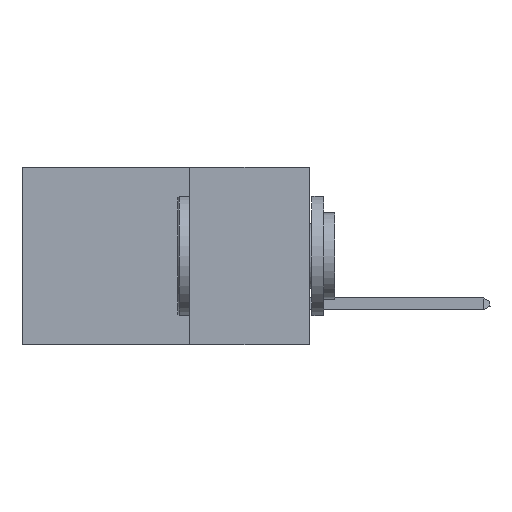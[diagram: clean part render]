
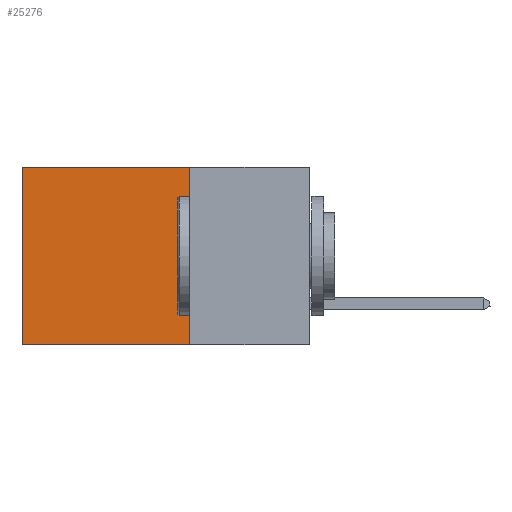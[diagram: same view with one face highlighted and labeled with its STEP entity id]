
A CAD part, left-side view. The second image highlights one B-rep face of the part: STEP entity #25276.
In plain terms, the highlighted planar face has unit normal (-1, 0, 0).
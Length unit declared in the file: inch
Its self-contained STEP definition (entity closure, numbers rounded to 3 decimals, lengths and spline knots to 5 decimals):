
#1991 = EDGE_CURVE ( 'NONE', #24622, #25449, #23175, .T. ) ;
#2911 = ORIENTED_EDGE ( 'NONE', *, *, #21844, .F. ) ;
#3695 = DIRECTION ( 'NONE',  ( 0., 0., -1. ) ) ;
#3802 = CARTESIAN_POINT ( 'NONE',  ( 0.2875, 0.25, 0. ) ) ;
#3910 = FACE_OUTER_BOUND ( 'NONE', #3931, .T. ) ;
#3931 = EDGE_LOOP ( 'NONE', ( #14288, #2911, #31770, #18099 ) ) ;
#6561 = CARTESIAN_POINT ( 'NONE',  ( 0.2875, 0.6, -0.37 ) ) ;
#9109 = VECTOR ( 'NONE', #23251, 39.37008 ) ;
#10189 = CARTESIAN_POINT ( 'NONE',  ( 0.2875, 0.25, -0.37 ) ) ;
#11913 = CARTESIAN_POINT ( 'NONE',  ( 0.2875, 0.25, 0. ) ) ;
#12338 = EDGE_CURVE ( 'NONE', #25449, #29221, #32446, .T. ) ;
#12369 = VECTOR ( 'NONE', #3695, 39.37008 ) ;
#12579 = CARTESIAN_POINT ( 'NONE',  ( 0.2875, 0.6, 0. ) ) ;
#14288 = ORIENTED_EDGE ( 'NONE', *, *, #12338, .T. ) ;
#14539 = LINE ( 'NONE', #10189, #14978 ) ;
#14870 = DIRECTION ( 'NONE',  ( 0., 0., -1. ) ) ;
#14978 = VECTOR ( 'NONE', #21037, 39.37008 ) ;
#16774 = CARTESIAN_POINT ( 'NONE',  ( 0.2875, 0.6, 0. ) ) ;
#18099 = ORIENTED_EDGE ( 'NONE', *, *, #1991, .T. ) ;
#20131 = DIRECTION ( 'NONE',  ( 1., 0., 0. ) ) ;
#20814 = LINE ( 'NONE', #11913, #30192 ) ;
#21037 = DIRECTION ( 'NONE',  ( 0., 1., 0. ) ) ;
#21844 = EDGE_CURVE ( 'NONE', #33585, #29221, #14539, .T. ) ;
#23175 = LINE ( 'NONE', #3802, #9109 ) ;
#23238 = DIRECTION ( 'NONE',  ( 0., 0., -1. ) ) ;
#23251 = DIRECTION ( 'NONE',  ( 0., 1., 0. ) ) ;
#24622 = VERTEX_POINT ( 'NONE', #33687 ) ;
#25276 = ADVANCED_FACE ( 'NONE', ( #3910 ), #28481, .F. ) ;
#25449 = VERTEX_POINT ( 'NONE', #12579 ) ;
#25862 = CARTESIAN_POINT ( 'NONE',  ( 0.2875, 0.25, 0. ) ) ;
#27372 = EDGE_CURVE ( 'NONE', #24622, #33585, #20814, .T. ) ;
#28481 = PLANE ( 'NONE',  #31653 ) ;
#29221 = VERTEX_POINT ( 'NONE', #6561 ) ;
#30192 = VECTOR ( 'NONE', #14870, 39.37008 ) ;
#31653 = AXIS2_PLACEMENT_3D ( 'NONE', #25862, #20131, #23238 ) ;
#31665 = CARTESIAN_POINT ( 'NONE',  ( 0.2875, 0.25, -0.37 ) ) ;
#31770 = ORIENTED_EDGE ( 'NONE', *, *, #27372, .F. ) ;
#32446 = LINE ( 'NONE', #16774, #12369 ) ;
#33585 = VERTEX_POINT ( 'NONE', #31665 ) ;
#33687 = CARTESIAN_POINT ( 'NONE',  ( 0.2875, 0.25, 0. ) ) ;
